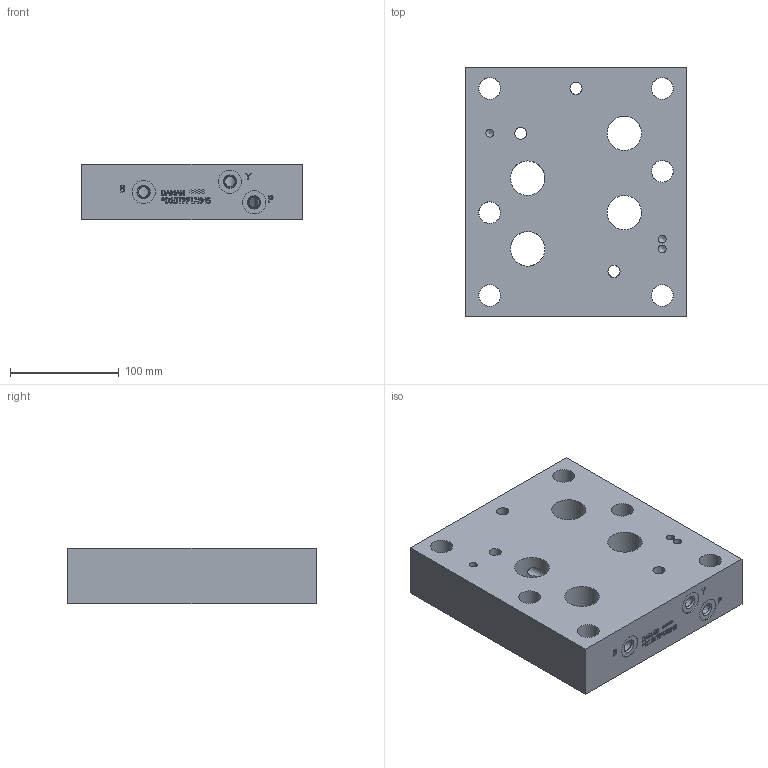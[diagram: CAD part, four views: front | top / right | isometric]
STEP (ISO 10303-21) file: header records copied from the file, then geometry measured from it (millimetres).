
FILE_DESCRIPTION(/* description */ (''),/* implementation_level */ '2;1');
FILE_NAME(/* name */ '_D10TPPTAB4S.stp',/* time_stamp */ '2021-06-16T14:07:01-04:00',/* author */ ('anthonyv'),/* organization */ (''),/* preprocessor_version */ 'ST-DEVELOPER v18.1',/* originating_system */ 'Autodesk Inventor 2021',/* authorisation */ '');
FILE_SCHEMA (('AUTOMOTIVE_DESIGN { 1 0 10303 214 3 1 1 }'));
Length unit declared in the file: millimetre
Products named in the file (1): Part_AD10TPPTAB4S_3D
Bounding box: 203.2 x 228.6 x 50.8 mm (x, y, z)
Volume: 2043614.2 mm3; surface area: 183694 mm2
Topology: 1 solids, 1 shells, 567 faces, 1544 edges, 1050 vertices
Faces by surface type: plane 368, bspline 97, cylinder 66, cone 36
Full cylindrical faces by diameter (mm): 6.35 x3, 7.137 x3, 9.525 x6, 9.881 x7, 11.1 x3, 11.125 x10, 19.837 x6, 19.99 x6, 21.285 x7, 25.4 x3, 31.75 x4, 44.45 x4
Entity records: 19290 total; most frequent: CARTESIAN_POINT 4850, ORIENTED_EDGE 3074, DIRECTION 2490, EDGE_CURVE 1537, LINE 1076, VECTOR 1076, VERTEX_POINT 1050, AXIS2_PLACEMENT_3D 707
